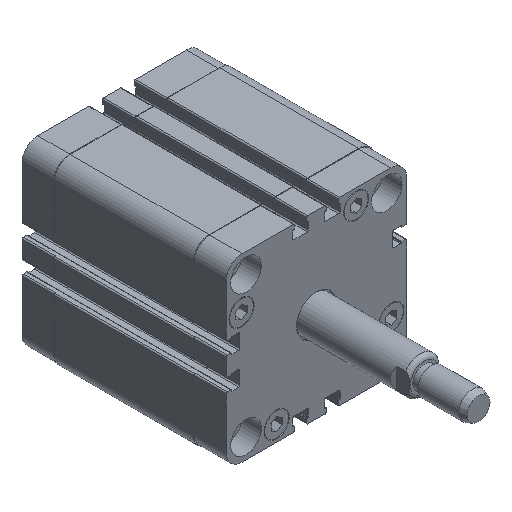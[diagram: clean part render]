
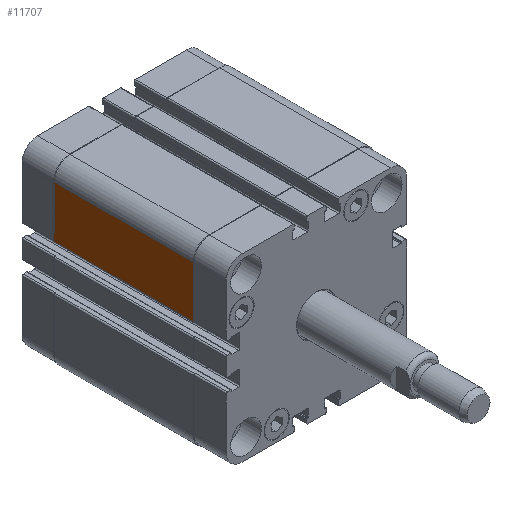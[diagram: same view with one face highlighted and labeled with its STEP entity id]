
A CAD part, isometric view. The second image highlights one B-rep face of the part: STEP entity #11707.
In plain terms, the highlighted planar face has unit normal (-1, 0, 0).
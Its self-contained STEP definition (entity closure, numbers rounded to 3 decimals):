
#7983=CARTESIAN_POINT('',(-40.,30.75,10.25));
#7984=VERTEX_POINT('',#7983);
#7992=CARTESIAN_POINT('',(-40.,30.75,33.));
#7993=VERTEX_POINT('',#7992);
#7994=CARTESIAN_POINT('',(-40.,30.75,33.));
#7995=DIRECTION('',(0.,0.0,-1.0));
#7996=VECTOR('',#7995,22.75);
#7997=LINE('',#7994,#7996);
#7998=EDGE_CURVE('',#7993,#7984,#7997,.T.);
#10512=CARTESIAN_POINT('',(-40.,-30.75,33.));
#10513=VERTEX_POINT('',#10512);
#10521=CARTESIAN_POINT('',(-40.,-30.75,10.25));
#10522=VERTEX_POINT('',#10521);
#10523=CARTESIAN_POINT('',(-40.,-30.75,10.25));
#10524=DIRECTION('',(0.,0.0,1.0));
#10525=VECTOR('',#10524,22.75);
#10526=LINE('',#10523,#10525);
#10527=EDGE_CURVE('',#10522,#10513,#10526,.T.);
#11680=CARTESIAN_POINT('',(-40.,-30.75,33.));
#11681=DIRECTION('',(0.0,1.0,0.0));
#11682=VECTOR('',#11681,61.5);
#11683=LINE('',#11680,#11682);
#11684=EDGE_CURVE('',#10513,#7993,#11683,.T.);
#11691=CARTESIAN_POINT('',(-40.,0.0,33.));
#11692=DIRECTION('',(-1.0,0.0,0.));
#11693=DIRECTION('',(0.,0.0,1.0));
#11694=AXIS2_PLACEMENT_3D('',#11691,#11692,#11693);
#11695=PLANE('',#11694);
#11696=ORIENTED_EDGE('',*,*,#7998,.T.);
#11697=CARTESIAN_POINT('',(-40.,-30.75,10.25));
#11698=DIRECTION('',(0.0,1.0,0.0));
#11699=VECTOR('',#11698,61.5);
#11700=LINE('',#11697,#11699);
#11701=EDGE_CURVE('',#10522,#7984,#11700,.T.);
#11702=ORIENTED_EDGE('',*,*,#11701,.F.);
#11703=ORIENTED_EDGE('',*,*,#10527,.T.);
#11704=ORIENTED_EDGE('',*,*,#11684,.T.);
#11705=EDGE_LOOP('',(#11696,#11702,#11703,#11704));
#11706=FACE_OUTER_BOUND('',#11705,.T.);
#11707=ADVANCED_FACE('',(#11706),#11695,.T.);
